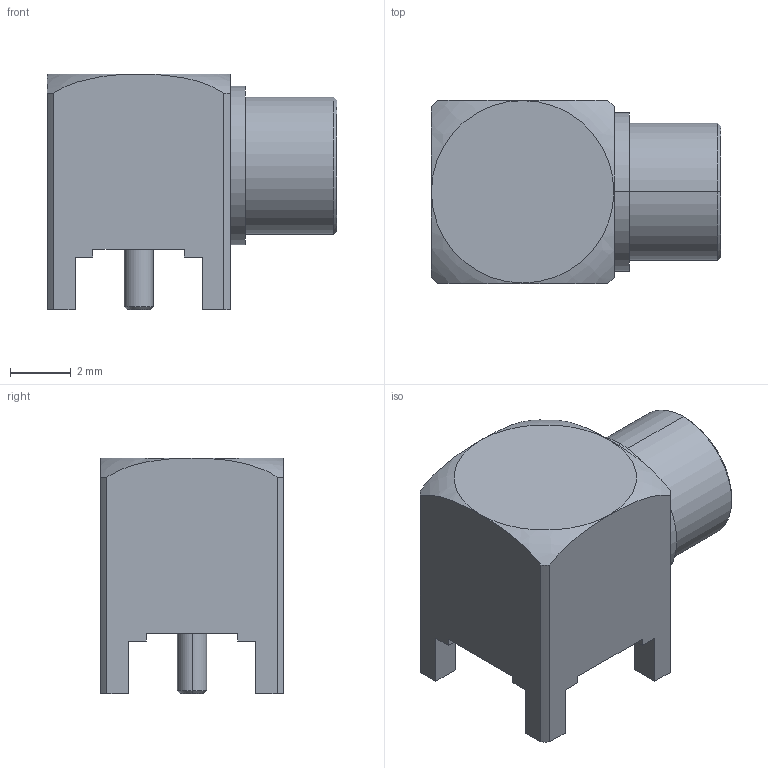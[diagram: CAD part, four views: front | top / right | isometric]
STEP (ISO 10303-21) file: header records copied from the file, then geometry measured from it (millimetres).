
FILE_DESCRIPTION(('STEP AP242'),'1');
FILE_NAME('60611002111502.stp','2021-03-11T04:07:47',('TraceParts'),('TraceParts S.A.'),'Spatial InterOp 3D',' ',' ');
FILE_SCHEMA(('AP242_MANAGED_MODEL_BASED_3D_ENGINEERING_MIM_LF {1 0 10303 442 1 1 4}'));
Length unit declared in the file: millimetre
Products named in the file (1): 60611002111502
Bounding box: 9.5 x 6 x 7.73 mm (x, y, z)
Volume: 242.2 mm3; surface area: 362.8 mm2
Topology: 1 solids, 1 shells, 75 faces, 197 edges, 131 vertices
Faces by surface type: plane 41, cylinder 22, cone 10, torus 2
Entity records: 2982 total; most frequent: CARTESIAN_POINT 452, DIRECTION 414, ORIENTED_EDGE 394, EDGE_CURVE 197, AXIS2_PLACEMENT_3D 151, VERTEX_POINT 131, LINE 112, VECTOR 112
